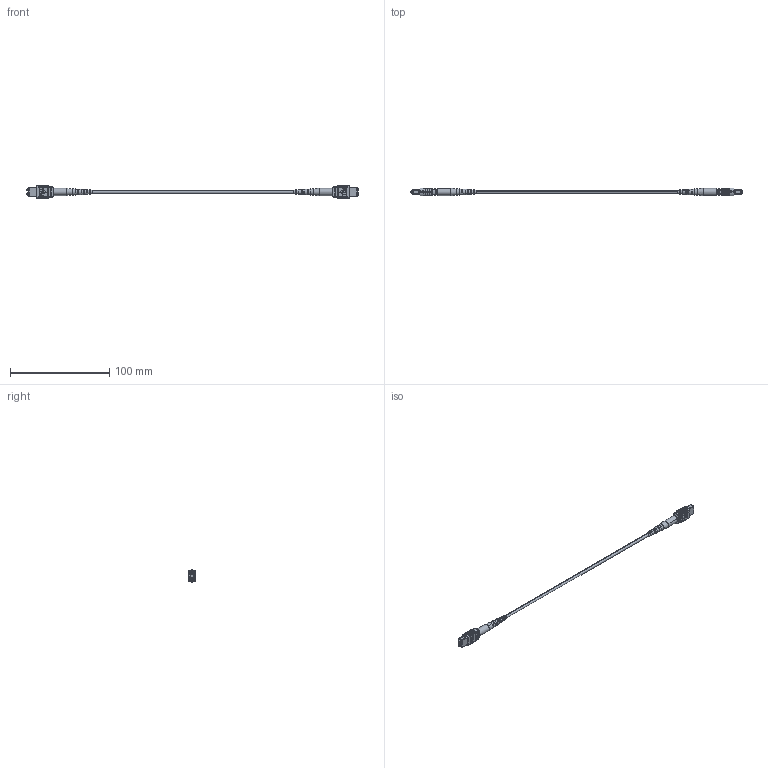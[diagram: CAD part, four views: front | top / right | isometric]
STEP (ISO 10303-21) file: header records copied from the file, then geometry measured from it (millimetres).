
FILE_DESCRIPTION (( 'STEP AP214' ), '1' );
FILE_NAME ('MPMF8SMBZ.step', '2021-10-29T13:58:43', ( '' ), ( '' ), 'SwSTEP 2.0', 'SolidWorks 2021', '' );
FILE_SCHEMA (( 'AUTOMOTIVE_DESIGN' ));
Length unit declared in the file: inch
Products named in the file (10): 3AB04-014_FEMALE (without pins); MPFF-OMX-MA1_9_125 SINGLE MODE CABLE; 3AB04-014-MA5; 3AB04-014-MA3; 3AB04-014-MA1; 3AB04-014_MALE (with pins); 3AB04-014-MA2_FEMALE (without pins); 3AB04-014-MA2_MALE (with pins); MPMF8SMBZ; 3AB04-014-MA4
Assembly tree (13 placements, depth 3):
  MPMF8SMBZ
    MPFF-OMX-MA1_9_125 SINGLE MODE CABLE
    3AB04-014_MALE (with pins)
      3AB04-014-MA2_MALE (with pins)
      3AB04-014-MA3
      3AB04-014-MA4
      3AB04-014-MA1
      3AB04-014-MA5
    3AB04-014_FEMALE (without pins)
      3AB04-014-MA2_FEMALE (without pins)
      3AB04-014-MA3
      3AB04-014-MA4
      3AB04-014-MA1
      3AB04-014-MA5
Bounding box: 334.98 x 7.51 x 12.41 mm (x, y, z)
Volume: 5061.3 mm3; surface area: 10655.1 mm2
Topology: 11 solids, 11 shells, 810 faces, 2294 edges, 1508 vertices
Faces by surface type: plane 622, cylinder 128, bspline 40, cone 12, torus 8
Entity records: 15846 total; most frequent: CARTESIAN_POINT 4171, ORIENTED_EDGE 2380, DIRECTION 2182, EDGE_CURVE 1190, LINE 824, VECTOR 824, VERTEX_POINT 782, AXIS2_PLACEMENT_3D 679
